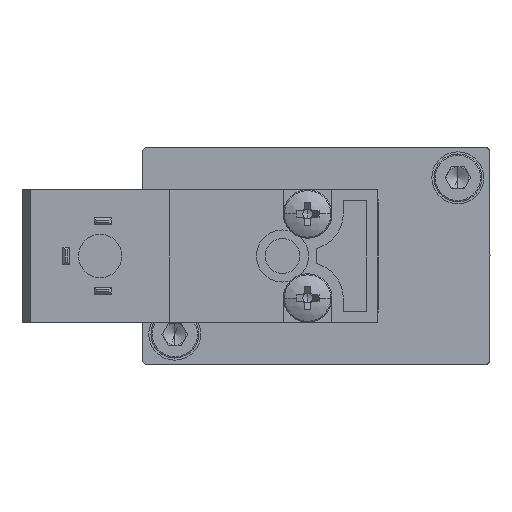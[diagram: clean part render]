
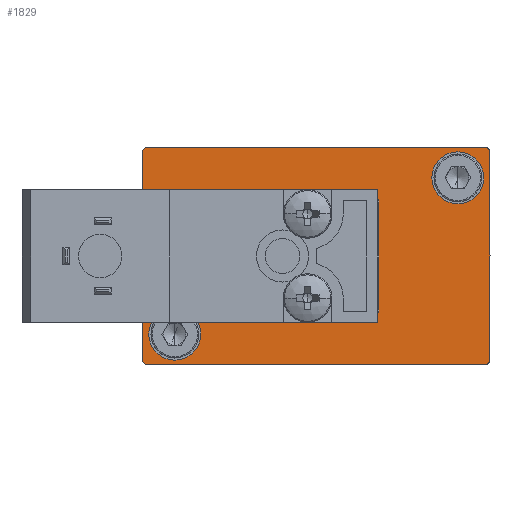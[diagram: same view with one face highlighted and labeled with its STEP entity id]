
A CAD part, left-side view. The second image highlights one B-rep face of the part: STEP entity #1829.
In plain terms, the highlighted planar face has unit normal (-1, 0, 0).
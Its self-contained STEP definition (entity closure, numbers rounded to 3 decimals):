
#120 = AXIS2_PLACEMENT_3D ( 'NONE', #6918, #11562, #6764 ) ;
#165 = AXIS2_PLACEMENT_3D ( 'NONE', #13633, #13528, #11315 ) ;
#593 = VECTOR ( 'NONE', #10008, 1000. ) ;
#615 = DIRECTION ( 'NONE',  ( 0., 0., -1. ) ) ;
#703 = CARTESIAN_POINT ( 'NONE',  ( -52., 0., 0. ) ) ;
#732 = VERTEX_POINT ( 'NONE', #2234 ) ;
#735 = VERTEX_POINT ( 'NONE', #2081 ) ;
#907 = CARTESIAN_POINT ( 'NONE',  ( -52., 39.5, 0. ) ) ;
#1086 = VERTEX_POINT ( 'NONE', #1758 ) ;
#1270 = VERTEX_POINT ( 'NONE', #13909 ) ;
#1287 = VERTEX_POINT ( 'NONE', #2475 ) ;
#1574 = ORIENTED_EDGE ( 'NONE', *, *, #4072, .F. ) ;
#1625 = ORIENTED_EDGE ( 'NONE', *, *, #9580, .T. ) ;
#1631 = CARTESIAN_POINT ( 'NONE',  ( -52., 40., 24.5 ) ) ;
#1758 = CARTESIAN_POINT ( 'NONE',  ( -52., 0., 24.5 ) ) ;
#1792 = AXIS2_PLACEMENT_3D ( 'NONE', #14508, #6429, #8504 ) ;
#1829 = ADVANCED_FACE ( 'NONE', ( #12511, #4254, #14858 ), #7741, .T. ) ;
#2081 = CARTESIAN_POINT ( 'NONE',  ( -52., 40., 0.5 ) ) ;
#2112 = VECTOR ( 'NONE', #4740, 1000. ) ;
#2125 = DIRECTION ( 'NONE',  ( -1., 0., 0. ) ) ;
#2234 = CARTESIAN_POINT ( 'NONE',  ( -52., 36.3, 0.5 ) ) ;
#2411 = AXIS2_PLACEMENT_3D ( 'NONE', #3257, #6556, #14635 ) ;
#2448 = LINE ( 'NONE', #12037, #11754 ) ;
#2475 = CARTESIAN_POINT ( 'NONE',  ( -52., 23.5, 13.5 ) ) ;
#2588 = DIRECTION ( 'NONE',  ( 0., 0., -1. ) ) ;
#2628 = EDGE_CURVE ( 'NONE', #14382, #1287, #6002, .T. ) ;
#2689 = EDGE_CURVE ( 'NONE', #3075, #3308, #6709, .T. ) ;
#2925 = DIRECTION ( 'NONE',  ( 0., -1., 0. ) ) ;
#3075 = VERTEX_POINT ( 'NONE', #13154 ) ;
#3079 = CIRCLE ( 'NONE', #14271, 0.5 ) ;
#3098 = EDGE_CURVE ( 'NONE', #732, #7901, #8916, .T. ) ;
#3257 = CARTESIAN_POINT ( 'NONE',  ( -52., 39.5, 0.5 ) ) ;
#3304 = ORIENTED_EDGE ( 'NONE', *, *, #3098, .F. ) ;
#3308 = VERTEX_POINT ( 'NONE', #5645 ) ;
#3310 = DIRECTION ( 'NONE',  ( 0., 0., 1. ) ) ;
#3395 = AXIS2_PLACEMENT_3D ( 'NONE', #4545, #4396, #14738 ) ;
#3423 = VECTOR ( 'NONE', #13764, 1000. ) ;
#3721 = VERTEX_POINT ( 'NONE', #8966 ) ;
#3762 = DIRECTION ( 'NONE',  ( 0., 0., -1. ) ) ;
#4019 = LINE ( 'NONE', #4291, #593 ) ;
#4072 = EDGE_CURVE ( 'NONE', #9799, #3721, #14089, .T. ) ;
#4124 = CIRCLE ( 'NONE', #8341, 3. ) ;
#4254 = FACE_BOUND ( 'NONE', #12065, .T. ) ;
#4269 = AXIS2_PLACEMENT_3D ( 'NONE', #5348, #4274, #4422 ) ;
#4274 = DIRECTION ( 'NONE',  ( -1., 0., 0. ) ) ;
#4291 = CARTESIAN_POINT ( 'NONE',  ( -52., 40., 0. ) ) ;
#4396 = DIRECTION ( 'NONE',  ( -1., 0., 0. ) ) ;
#4422 = DIRECTION ( 'NONE',  ( 0., 0., -1. ) ) ;
#4508 = DIRECTION ( 'NONE',  ( 0., 0., -1. ) ) ;
#4528 = ORIENTED_EDGE ( 'NONE', *, *, #14790, .T. ) ;
#4545 = CARTESIAN_POINT ( 'NONE',  ( -52., 0.5, 0.5 ) ) ;
#4603 = CARTESIAN_POINT ( 'NONE',  ( -52., 40., 0. ) ) ;
#4740 = DIRECTION ( 'NONE',  ( 0., 1., 0. ) ) ;
#4787 = CARTESIAN_POINT ( 'NONE',  ( -52., 0., 0. ) ) ;
#5038 = VERTEX_POINT ( 'NONE', #10943 ) ;
#5066 = CIRCLE ( 'NONE', #2411, 0.5 ) ;
#5089 = VECTOR ( 'NONE', #13555, 1000. ) ;
#5092 = CARTESIAN_POINT ( 'NONE',  ( -52., 36.3, 3.5 ) ) ;
#5140 = EDGE_CURVE ( 'NONE', #735, #8244, #5066, .T. ) ;
#5308 = ORIENTED_EDGE ( 'NONE', *, *, #14325, .F. ) ;
#5348 = CARTESIAN_POINT ( 'NONE',  ( -52., 23.5, 12.5 ) ) ;
#5389 = ORIENTED_EDGE ( 'NONE', *, *, #10188, .F. ) ;
#5495 = CARTESIAN_POINT ( 'NONE',  ( -52., 40., 25. ) ) ;
#5645 = CARTESIAN_POINT ( 'NONE',  ( -52., 0.5, 25. ) ) ;
#5668 = ORIENTED_EDGE ( 'NONE', *, *, #10276, .F. ) ;
#5976 = VERTEX_POINT ( 'NONE', #5993 ) ;
#5993 = CARTESIAN_POINT ( 'NONE',  ( -52., 0., 0.5 ) ) ;
#6002 = CIRCLE ( 'NONE', #4269, 1. ) ;
#6020 = ORIENTED_EDGE ( 'NONE', *, *, #12375, .F. ) ;
#6241 = ORIENTED_EDGE ( 'NONE', *, *, #2628, .F. ) ;
#6350 = VERTEX_POINT ( 'NONE', #6607 ) ;
#6429 = DIRECTION ( 'NONE',  ( -1., 0., 0. ) ) ;
#6556 = DIRECTION ( 'NONE',  ( -1., 0., 0. ) ) ;
#6607 = CARTESIAN_POINT ( 'NONE',  ( -52., 0.5, 0. ) ) ;
#6624 = VECTOR ( 'NONE', #12641, 1000. ) ;
#6709 = LINE ( 'NONE', #5495, #5089 ) ;
#6764 = DIRECTION ( 'NONE',  ( 0., 0., -1. ) ) ;
#6811 = CIRCLE ( 'NONE', #3395, 0.5 ) ;
#6918 = CARTESIAN_POINT ( 'NONE',  ( -52., 3.7, 21.5 ) ) ;
#7100 = LINE ( 'NONE', #4603, #2112 ) ;
#7111 = CARTESIAN_POINT ( 'NONE',  ( -52., 39.5, 24.5 ) ) ;
#7261 = CARTESIAN_POINT ( 'NONE',  ( -52., 3.7, 18.5 ) ) ;
#7329 = EDGE_LOOP ( 'NONE', ( #1574, #5389 ) ) ;
#7375 = CIRCLE ( 'NONE', #165, 0.5 ) ;
#7421 = EDGE_LOOP ( 'NONE', ( #13335, #10221, #9907, #1625, #13061, #4528, #7701, #13324, #6020, #13236, #6241, #5308 ) ) ;
#7484 = CARTESIAN_POINT ( 'NONE',  ( -52., 23.5, 11.5 ) ) ;
#7580 = EDGE_CURVE ( 'NONE', #6350, #8244, #7100, .T. ) ;
#7701 = ORIENTED_EDGE ( 'NONE', *, *, #2689, .F. ) ;
#7716 = AXIS2_PLACEMENT_3D ( 'NONE', #5092, #8553, #615 ) ;
#7741 = PLANE ( 'NONE',  #12918 ) ;
#7761 = CARTESIAN_POINT ( 'NONE',  ( -52., 40., 0. ) ) ;
#7901 = VERTEX_POINT ( 'NONE', #8514 ) ;
#8107 = DIRECTION ( 'NONE',  ( -1., 0., 0. ) ) ;
#8244 = VERTEX_POINT ( 'NONE', #907 ) ;
#8341 = AXIS2_PLACEMENT_3D ( 'NONE', #13975, #8107, #3762 ) ;
#8504 = DIRECTION ( 'NONE',  ( 0., 0., -1. ) ) ;
#8514 = CARTESIAN_POINT ( 'NONE',  ( -52., 36.3, 6.5 ) ) ;
#8553 = DIRECTION ( 'NONE',  ( -1., 0., 0. ) ) ;
#8916 = CIRCLE ( 'NONE', #7716, 3. ) ;
#8966 = CARTESIAN_POINT ( 'NONE',  ( -52., 3.7, 24.5 ) ) ;
#9204 = EDGE_CURVE ( 'NONE', #1086, #5976, #9692, .T. ) ;
#9580 = EDGE_CURVE ( 'NONE', #6350, #5976, #6811, .T. ) ;
#9692 = LINE ( 'NONE', #4787, #6624 ) ;
#9799 = VERTEX_POINT ( 'NONE', #7261 ) ;
#9907 = ORIENTED_EDGE ( 'NONE', *, *, #7580, .F. ) ;
#10008 = DIRECTION ( 'NONE',  ( 0., 0., 1. ) ) ;
#10016 = EDGE_CURVE ( 'NONE', #735, #1270, #14348, .T. ) ;
#10188 = EDGE_CURVE ( 'NONE', #3721, #9799, #13819, .T. ) ;
#10221 = ORIENTED_EDGE ( 'NONE', *, *, #5140, .T. ) ;
#10276 = EDGE_CURVE ( 'NONE', #7901, #732, #4124, .T. ) ;
#10285 = CARTESIAN_POINT ( 'NONE',  ( -52., 23.5, 13.5 ) ) ;
#10749 = LINE ( 'NONE', #10285, #3423 ) ;
#10793 = VERTEX_POINT ( 'NONE', #1631 ) ;
#10943 = CARTESIAN_POINT ( 'NONE',  ( -52., 40., 13.5 ) ) ;
#11315 = DIRECTION ( 'NONE',  ( 0., 0., -1. ) ) ;
#11562 = DIRECTION ( 'NONE',  ( -1., 0., 0. ) ) ;
#11754 = VECTOR ( 'NONE', #2925, 1000. ) ;
#11842 = VECTOR ( 'NONE', #3310, 1000. ) ;
#12006 = EDGE_CURVE ( 'NONE', #3075, #10793, #3079, .T. ) ;
#12037 = CARTESIAN_POINT ( 'NONE',  ( -52., 0., 11.5 ) ) ;
#12065 = EDGE_LOOP ( 'NONE', ( #3304, #5668 ) ) ;
#12123 = EDGE_CURVE ( 'NONE', #1287, #5038, #10749, .T. ) ;
#12375 = EDGE_CURVE ( 'NONE', #5038, #10793, #4019, .T. ) ;
#12511 = FACE_BOUND ( 'NONE', #7329, .T. ) ;
#12641 = DIRECTION ( 'NONE',  ( 0., 0., -1. ) ) ;
#12908 = DIRECTION ( 'NONE',  ( -1., 0., 0. ) ) ;
#12918 = AXIS2_PLACEMENT_3D ( 'NONE', #703, #2125, #4508 ) ;
#13061 = ORIENTED_EDGE ( 'NONE', *, *, #9204, .F. ) ;
#13154 = CARTESIAN_POINT ( 'NONE',  ( -52., 39.5, 25. ) ) ;
#13236 = ORIENTED_EDGE ( 'NONE', *, *, #12123, .F. ) ;
#13324 = ORIENTED_EDGE ( 'NONE', *, *, #12006, .T. ) ;
#13335 = ORIENTED_EDGE ( 'NONE', *, *, #10016, .F. ) ;
#13528 = DIRECTION ( 'NONE',  ( -1., 0., 0. ) ) ;
#13555 = DIRECTION ( 'NONE',  ( 0., -1., 0. ) ) ;
#13633 = CARTESIAN_POINT ( 'NONE',  ( -52., 0.5, 24.5 ) ) ;
#13764 = DIRECTION ( 'NONE',  ( 0., 1., 0. ) ) ;
#13819 = CIRCLE ( 'NONE', #120, 3. ) ;
#13909 = CARTESIAN_POINT ( 'NONE',  ( -52., 40., 11.5 ) ) ;
#13975 = CARTESIAN_POINT ( 'NONE',  ( -52., 36.3, 3.5 ) ) ;
#14089 = CIRCLE ( 'NONE', #1792, 3. ) ;
#14271 = AXIS2_PLACEMENT_3D ( 'NONE', #7111, #12908, #2588 ) ;
#14325 = EDGE_CURVE ( 'NONE', #1270, #14382, #2448, .T. ) ;
#14348 = LINE ( 'NONE', #7761, #11842 ) ;
#14382 = VERTEX_POINT ( 'NONE', #7484 ) ;
#14508 = CARTESIAN_POINT ( 'NONE',  ( -52., 3.7, 21.5 ) ) ;
#14635 = DIRECTION ( 'NONE',  ( 0., 0., -1. ) ) ;
#14738 = DIRECTION ( 'NONE',  ( 0., 0., -1. ) ) ;
#14790 = EDGE_CURVE ( 'NONE', #1086, #3308, #7375, .T. ) ;
#14858 = FACE_OUTER_BOUND ( 'NONE', #7421, .T. ) ;
